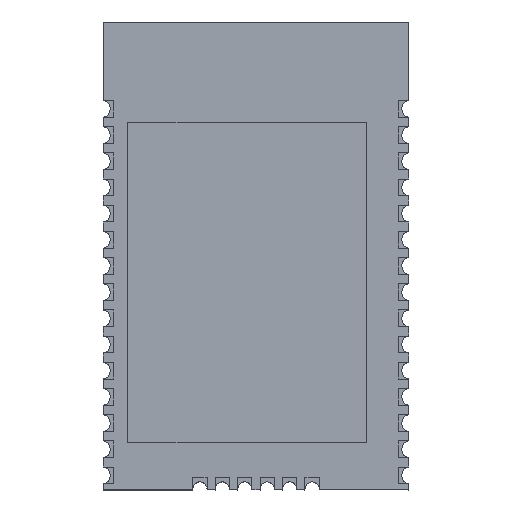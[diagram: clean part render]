
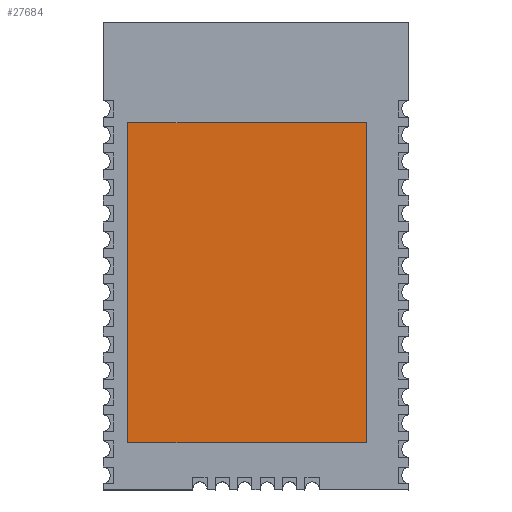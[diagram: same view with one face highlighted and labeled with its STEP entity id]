
A CAD part, top view. The second image highlights one B-rep face of the part: STEP entity #27684.
In plain terms, the highlighted free-form (B-spline) face has degree [1, 1] with [2, 2] control points.
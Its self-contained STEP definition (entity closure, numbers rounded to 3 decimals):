
#3744 = B_SPLINE_SURFACE_WITH_KNOTS('',1,1,(
    (#3745,#3746)
    ,(#3747,#3748
    )),.UNSPECIFIED.,.F.,.F.,.F.,(2,2),(2,2),(-1.3,0.),(0.,13.5),
  .PIECEWISE_BEZIER_KNOTS.);
#3745 = CARTESIAN_POINT('',(-4.35,-4.635,0.49));
#3746 = CARTESIAN_POINT('',(3.75,-4.635,0.49));
#3747 = CARTESIAN_POINT('',(-4.35,-4.635,1.4));
#3748 = CARTESIAN_POINT('',(3.75,-4.635,1.4));
#3769 = B_SPLINE_SURFACE_WITH_KNOTS('',1,1,(
    (#3770,#3771)
    ,(#3772,#3773
    )),.UNSPECIFIED.,.F.,.F.,.F.,(2,2),(2,2),(-0.,1.3),(-15.5,0.),
  .PIECEWISE_BEZIER_KNOTS.);
#3770 = CARTESIAN_POINT('',(-4.35,-4.635,1.4));
#3771 = CARTESIAN_POINT('',(-4.35,6.215,1.4));
#3772 = CARTESIAN_POINT('',(-4.35,-4.635,0.49));
#3773 = CARTESIAN_POINT('',(-4.35,6.215,0.49));
#3794 = B_SPLINE_SURFACE_WITH_KNOTS('',1,1,(
    (#3795,#3796)
    ,(#3797,#3798
    )),.UNSPECIFIED.,.F.,.F.,.F.,(2,2),(2,2),(0.,13.5),(-1.3,0.),
  .PIECEWISE_BEZIER_KNOTS.);
#3795 = CARTESIAN_POINT('',(-4.35,6.215,0.49));
#3796 = CARTESIAN_POINT('',(-4.35,6.215,1.4));
#3797 = CARTESIAN_POINT('',(3.75,6.215,0.49));
#3798 = CARTESIAN_POINT('',(3.75,6.215,1.4));
#3817 = B_SPLINE_SURFACE_WITH_KNOTS('',1,1,(
    (#3818,#3819)
    ,(#3820,#3821
    )),.UNSPECIFIED.,.F.,.F.,.F.,(2,2),(2,2),(0.,15.5),(-1.3,0.),
  .PIECEWISE_BEZIER_KNOTS.);
#3818 = CARTESIAN_POINT('',(3.75,6.215,0.49));
#3819 = CARTESIAN_POINT('',(3.75,6.215,1.4));
#3820 = CARTESIAN_POINT('',(3.75,-4.635,0.49));
#3821 = CARTESIAN_POINT('',(3.75,-4.635,1.4));
#27513 = VERTEX_POINT('',#27514);
#27514 = CARTESIAN_POINT('',(-4.35,-4.635,1.4));
#27532 = EDGE_CURVE('',#27533,#27513,#27535,.T.);
#27533 = VERTEX_POINT('',#27534);
#27534 = CARTESIAN_POINT('',(-4.35,6.215,1.4));
#27535 = SURFACE_CURVE('',#27536,(#27539,#27545),.PCURVE_S1.);
#27536 = B_SPLINE_CURVE_WITH_KNOTS('',1,(#27537,#27538),.UNSPECIFIED.,
  .F.,.F.,(2,2),(0.,15.5),.PIECEWISE_BEZIER_KNOTS.);
#27537 = CARTESIAN_POINT('',(-4.35,6.215,1.4));
#27538 = CARTESIAN_POINT('',(-4.35,-4.635,1.4));
#27539 = PCURVE('',#3769,#27540);
#27540 = DEFINITIONAL_REPRESENTATION('',(#27541),#27544);
#27541 = B_SPLINE_CURVE_WITH_KNOTS('',1,(#27542,#27543),.UNSPECIFIED.,
  .F.,.F.,(2,2),(0.,15.5),.PIECEWISE_BEZIER_KNOTS.);
#27542 = CARTESIAN_POINT('',(0.,0.));
#27543 = CARTESIAN_POINT('',(0.,-15.5));
#27544 = ( GEOMETRIC_REPRESENTATION_CONTEXT(2) 
PARAMETRIC_REPRESENTATION_CONTEXT() REPRESENTATION_CONTEXT('2D SPACE',''
  ) );
#27545 = PCURVE('',#27546,#27551);
#27546 = B_SPLINE_SURFACE_WITH_KNOTS('',1,1,(
    (#27547,#27548)
    ,(#27549,#27550
    )),.UNSPECIFIED.,.F.,.F.,.F.,(2,2),(2,2),(-14.63,
    -1.13),(-8.544,6.956),
  .PIECEWISE_BEZIER_KNOTS.);
#27547 = CARTESIAN_POINT('',(-4.35,-4.635,1.4));
#27548 = CARTESIAN_POINT('',(-4.35,6.215,1.4));
#27549 = CARTESIAN_POINT('',(3.75,-4.635,1.4));
#27550 = CARTESIAN_POINT('',(3.75,6.215,1.4));
#27551 = DEFINITIONAL_REPRESENTATION('',(#27552),#27555);
#27552 = B_SPLINE_CURVE_WITH_KNOTS('',1,(#27553,#27554),.UNSPECIFIED.,
  .F.,.F.,(2,2),(0.,15.5),.PIECEWISE_BEZIER_KNOTS.);
#27553 = CARTESIAN_POINT('',(-14.63,6.956));
#27554 = CARTESIAN_POINT('',(-14.63,-8.544));
#27555 = ( GEOMETRIC_REPRESENTATION_CONTEXT(2) 
PARAMETRIC_REPRESENTATION_CONTEXT() REPRESENTATION_CONTEXT('2D SPACE',''
  ) );
#27580 = VERTEX_POINT('',#27581);
#27581 = CARTESIAN_POINT('',(3.75,-4.635,1.4));
#27599 = EDGE_CURVE('',#27513,#27580,#27600,.T.);
#27600 = SURFACE_CURVE('',#27601,(#27604,#27610),.PCURVE_S1.);
#27601 = B_SPLINE_CURVE_WITH_KNOTS('',1,(#27602,#27603),.UNSPECIFIED.,
  .F.,.F.,(2,2),(0.,13.5),.PIECEWISE_BEZIER_KNOTS.);
#27602 = CARTESIAN_POINT('',(-4.35,-4.635,1.4));
#27603 = CARTESIAN_POINT('',(3.75,-4.635,1.4));
#27604 = PCURVE('',#3744,#27605);
#27605 = DEFINITIONAL_REPRESENTATION('',(#27606),#27609);
#27606 = B_SPLINE_CURVE_WITH_KNOTS('',1,(#27607,#27608),.UNSPECIFIED.,
  .F.,.F.,(2,2),(0.,13.5),.PIECEWISE_BEZIER_KNOTS.);
#27607 = CARTESIAN_POINT('',(0.,0.));
#27608 = CARTESIAN_POINT('',(0.,13.5));
#27609 = ( GEOMETRIC_REPRESENTATION_CONTEXT(2) 
PARAMETRIC_REPRESENTATION_CONTEXT() REPRESENTATION_CONTEXT('2D SPACE',''
  ) );
#27610 = PCURVE('',#27546,#27611);
#27611 = DEFINITIONAL_REPRESENTATION('',(#27612),#27615);
#27612 = B_SPLINE_CURVE_WITH_KNOTS('',1,(#27613,#27614),.UNSPECIFIED.,
  .F.,.F.,(2,2),(0.,13.5),.PIECEWISE_BEZIER_KNOTS.);
#27613 = CARTESIAN_POINT('',(-14.63,-8.544));
#27614 = CARTESIAN_POINT('',(-1.13,-8.544));
#27615 = ( GEOMETRIC_REPRESENTATION_CONTEXT(2) 
PARAMETRIC_REPRESENTATION_CONTEXT() REPRESENTATION_CONTEXT('2D SPACE',''
  ) );
#27623 = VERTEX_POINT('',#27624);
#27624 = CARTESIAN_POINT('',(3.75,6.215,1.4));
#27642 = EDGE_CURVE('',#27580,#27623,#27643,.T.);
#27643 = SURFACE_CURVE('',#27644,(#27647,#27653),.PCURVE_S1.);
#27644 = B_SPLINE_CURVE_WITH_KNOTS('',1,(#27645,#27646),.UNSPECIFIED.,
  .F.,.F.,(2,2),(-15.5,0.),.PIECEWISE_BEZIER_KNOTS.);
#27645 = CARTESIAN_POINT('',(3.75,-4.635,1.4));
#27646 = CARTESIAN_POINT('',(3.75,6.215,1.4));
#27647 = PCURVE('',#3817,#27648);
#27648 = DEFINITIONAL_REPRESENTATION('',(#27649),#27652);
#27649 = B_SPLINE_CURVE_WITH_KNOTS('',1,(#27650,#27651),.UNSPECIFIED.,
  .F.,.F.,(2,2),(-15.5,0.),.PIECEWISE_BEZIER_KNOTS.);
#27650 = CARTESIAN_POINT('',(15.5,0.));
#27651 = CARTESIAN_POINT('',(0.,0.));
#27652 = ( GEOMETRIC_REPRESENTATION_CONTEXT(2) 
PARAMETRIC_REPRESENTATION_CONTEXT() REPRESENTATION_CONTEXT('2D SPACE',''
  ) );
#27653 = PCURVE('',#27546,#27654);
#27654 = DEFINITIONAL_REPRESENTATION('',(#27655),#27658);
#27655 = B_SPLINE_CURVE_WITH_KNOTS('',1,(#27656,#27657),.UNSPECIFIED.,
  .F.,.F.,(2,2),(-15.5,0.),.PIECEWISE_BEZIER_KNOTS.);
#27656 = CARTESIAN_POINT('',(-1.13,-8.544));
#27657 = CARTESIAN_POINT('',(-1.13,6.956));
#27658 = ( GEOMETRIC_REPRESENTATION_CONTEXT(2) 
PARAMETRIC_REPRESENTATION_CONTEXT() REPRESENTATION_CONTEXT('2D SPACE',''
  ) );
#27666 = EDGE_CURVE('',#27623,#27533,#27667,.T.);
#27667 = SURFACE_CURVE('',#27668,(#27671,#27677),.PCURVE_S1.);
#27668 = B_SPLINE_CURVE_WITH_KNOTS('',1,(#27669,#27670),.UNSPECIFIED.,
  .F.,.F.,(2,2),(-13.5,0.),.PIECEWISE_BEZIER_KNOTS.);
#27669 = CARTESIAN_POINT('',(3.75,6.215,1.4));
#27670 = CARTESIAN_POINT('',(-4.35,6.215,1.4));
#27671 = PCURVE('',#3794,#27672);
#27672 = DEFINITIONAL_REPRESENTATION('',(#27673),#27676);
#27673 = B_SPLINE_CURVE_WITH_KNOTS('',1,(#27674,#27675),.UNSPECIFIED.,
  .F.,.F.,(2,2),(-13.5,0.),.PIECEWISE_BEZIER_KNOTS.);
#27674 = CARTESIAN_POINT('',(13.5,0.));
#27675 = CARTESIAN_POINT('',(0.,0.));
#27676 = ( GEOMETRIC_REPRESENTATION_CONTEXT(2) 
PARAMETRIC_REPRESENTATION_CONTEXT() REPRESENTATION_CONTEXT('2D SPACE',''
  ) );
#27677 = PCURVE('',#27546,#27678);
#27678 = DEFINITIONAL_REPRESENTATION('',(#27679),#27682);
#27679 = B_SPLINE_CURVE_WITH_KNOTS('',1,(#27680,#27681),.UNSPECIFIED.,
  .F.,.F.,(2,2),(-13.5,0.),.PIECEWISE_BEZIER_KNOTS.);
#27680 = CARTESIAN_POINT('',(-1.13,6.956));
#27681 = CARTESIAN_POINT('',(-14.63,6.956));
#27682 = ( GEOMETRIC_REPRESENTATION_CONTEXT(2) 
PARAMETRIC_REPRESENTATION_CONTEXT() REPRESENTATION_CONTEXT('2D SPACE',''
  ) );
#27684 = ADVANCED_FACE('',(#27685),#27546,.T.);
#27685 = FACE_BOUND('',#27686,.T.);
#27686 = EDGE_LOOP('',(#27687,#27688,#27689,#27690));
#27687 = ORIENTED_EDGE('',*,*,#27532,.T.);
#27688 = ORIENTED_EDGE('',*,*,#27599,.T.);
#27689 = ORIENTED_EDGE('',*,*,#27642,.T.);
#27690 = ORIENTED_EDGE('',*,*,#27666,.T.);
